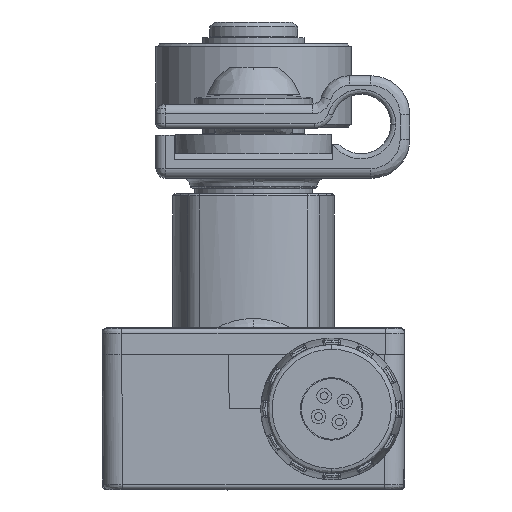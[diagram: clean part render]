
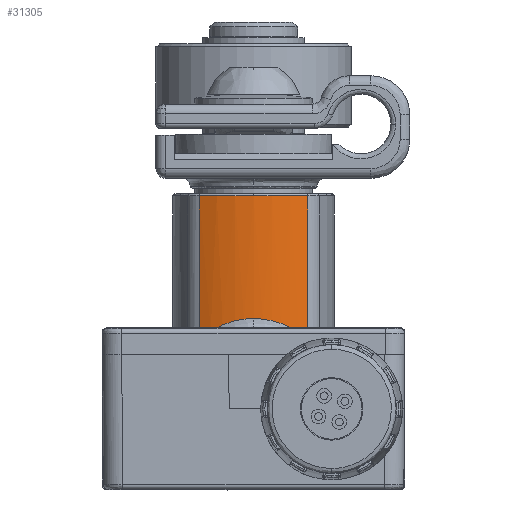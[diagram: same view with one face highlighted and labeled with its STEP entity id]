
A CAD part, front view. The second image highlights one B-rep face of the part: STEP entity #31305.
In plain terms, the highlighted cylindrical face has radius 13 mm (diameter 26 mm), a partial arc.
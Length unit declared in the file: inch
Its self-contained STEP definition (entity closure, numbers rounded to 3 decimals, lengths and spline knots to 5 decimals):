
#27 = DIRECTION ( 'NONE',  ( -1., 0., 0. ) ) ;
#306 = ORIENTED_EDGE ( 'NONE', *, *, #11656, .T. ) ;
#1119 = CARTESIAN_POINT ( 'NONE',  ( 0.31416, 0.6636, 0.15196 ) ) ;
#1319 = VERTEX_POINT ( 'NONE', #40166 ) ;
#1431 = CARTESIAN_POINT ( 'NONE',  ( 0.35826, 0.65377, 0.16851 ) ) ;
#1732 = DIRECTION ( 'NONE',  ( -1., 0., 0. ) ) ;
#2100 = CARTESIAN_POINT ( 'NONE',  ( 0.2149, 0.69843, -0.51378 ) ) ;
#2115 = VERTEX_POINT ( 'NONE', #60100 ) ;
#2316 = CIRCLE ( 'NONE', #34993, 0.51181 ) ;
#2439 = CARTESIAN_POINT ( 'NONE',  ( 0.53587, 0.66003, 0.15798 ) ) ;
#2443 = EDGE_CURVE ( 'NONE', #2115, #16001, #5559, .T. ) ;
#3038 = CARTESIAN_POINT ( 'NONE',  ( 0.54148, 0.66122, 0.15598 ) ) ;
#3352 = CARTESIAN_POINT ( 'NONE',  ( 0.63485, 0.69071, 0.10417 ) ) ;
#3957 = VERTEX_POINT ( 'NONE', #48787 ) ;
#5559 = B_SPLINE_CURVE_WITH_KNOTS ( 'NONE', 3,
 ( #24394, #43302, #57551, #15087, #34326, #33994, #15719, #52923, #10449, #10754, #29367, #48287, #43592, #1119, #29663, #48572, #43907, #1431, #39266, #53530 ),
 .UNSPECIFIED., .F., .F.,
 ( 4, 2, 1, 1, 2, 2, 2, 1, 1, 2, 2, 4 ),
 ( 0., 0.125, 0.1875, 0.21875, 0.23438, 0.25, 0.375, 0.4375, 0.46875, 0.48438, 0.5, 1. ),
 .UNSPECIFIED. ) ;
#6721 = CARTESIAN_POINT ( 'NONE',  ( 0.65124, 0.69844, 0.08927 ) ) ;
#6975 = B_SPLINE_CURVE_WITH_KNOTS ( 'NONE', 3,
 ( #12367, #21043, #30369, #31288, #54240, #35001, #25994, #2439, #17333, #3038, #44614, #30951, #49883, #11748, #22281, #50212, #49584, #40861, #7728, #44920, #3352, #30656 ),
 .UNSPECIFIED., .F., .F.,
 ( 4, 2, 2, 1, 1, 2, 2, 2, 1, 1, 2, 2, 4 ),
 ( 0., 0.25, 0.375, 0.4375, 0.46875, 0.48437, 0.5, 0.625, 0.6875, 0.71875, 0.73437, 0.75, 1. ),
 .UNSPECIFIED. ) ;
#7583 = CARTESIAN_POINT ( 'NONE',  ( 0.65124, 0.69844, 0.47595 ) ) ;
#7728 = CARTESIAN_POINT ( 'NONE',  ( 0.59744, 0.67672, 0.12929 ) ) ;
#8786 = CARTESIAN_POINT ( 'NONE',  ( 0.43307, 0.64961, 0.66929 ) ) ;
#10449 = CARTESIAN_POINT ( 'NONE',  ( 0.26644, 0.67749, 0.12791 ) ) ;
#10754 = CARTESIAN_POINT ( 'NONE',  ( 0.27634, 0.67411, 0.1339 ) ) ;
#11656 = EDGE_CURVE ( 'NONE', #1319, #58853, #42966, .T. ) ;
#11748 = CARTESIAN_POINT ( 'NONE',  ( 0.57625, 0.67002, 0.14099 ) ) ;
#12176 = DIRECTION ( 'NONE',  ( -1., 0., 0. ) ) ;
#12367 = CARTESIAN_POINT ( 'NONE',  ( 0.43307, 0.64961, 0.1752 ) ) ;
#13412 = FACE_OUTER_BOUND ( 'NONE', #31929, .T. ) ;
#15087 = CARTESIAN_POINT ( 'NONE',  ( 0.24474, 0.68549, 0.11355 ) ) ;
#15719 = CARTESIAN_POINT ( 'NONE',  ( 0.26288, 0.67873, 0.12572 ) ) ;
#16001 = VERTEX_POINT ( 'NONE', #52639 ) ;
#17333 = CARTESIAN_POINT ( 'NONE',  ( 0.53924, 0.66074, 0.15679 ) ) ;
#21043 = CARTESIAN_POINT ( 'NONE',  ( 0.45189, 0.64961, 0.1752 ) ) ;
#22281 = CARTESIAN_POINT ( 'NONE',  ( 0.58304, 0.67203, 0.1375 ) ) ;
#22616 = ORIENTED_EDGE ( 'NONE', *, *, #52944, .T. ) ;
#23311 = DIRECTION ( 'NONE',  ( 0., 0., -1. ) ) ;
#24394 = CARTESIAN_POINT ( 'NONE',  ( 0.2149, 0.69843, 0.08927 ) ) ;
#25389 = DIRECTION ( 'NONE',  ( 0., 0., -1. ) ) ;
#25994 = CARTESIAN_POINT ( 'NONE',  ( 0.52797, 0.65844, 0.16063 ) ) ;
#26127 = CARTESIAN_POINT ( 'NONE',  ( 0.43307, 1.16142, 0.66929 ) ) ;
#27075 = CARTESIAN_POINT ( 'NONE',  ( 0.65124, 0.69843, 0.66929 ) ) ;
#29367 = CARTESIAN_POINT ( 'NONE',  ( 0.28532, 0.6713, 0.13878 ) ) ;
#29663 = CARTESIAN_POINT ( 'NONE',  ( 0.31769, 0.66278, 0.15335 ) ) ;
#30228 = CARTESIAN_POINT ( 'NONE',  ( 0.65124, 0.69844, 0.08927 ) ) ;
#30369 = CARTESIAN_POINT ( 'NONE',  ( 0.4706, 0.65065, 0.17353 ) ) ;
#30656 = CARTESIAN_POINT ( 'NONE',  ( 0.65124, 0.69844, 0.08927 ) ) ;
#30877 = AXIS2_PLACEMENT_3D ( 'NONE', #56188, #23311, #27 ) ;
#30951 = CARTESIAN_POINT ( 'NONE',  ( 0.5532, 0.66381, 0.15161 ) ) ;
#31288 = CARTESIAN_POINT ( 'NONE',  ( 0.49831, 0.6537, 0.16851 ) ) ;
#31305 = ADVANCED_FACE ( 'NONE', ( #13412 ), #46294, .T. ) ;
#31929 = EDGE_LOOP ( 'NONE', ( #40523, #306, #46689, #22616, #35398, #35388 ) ) ;
#33994 = CARTESIAN_POINT ( 'NONE',  ( 0.25942, 0.67996, 0.12353 ) ) ;
#34326 = CARTESIAN_POINT ( 'NONE',  ( 0.25142, 0.68288, 0.11829 ) ) ;
#34993 = AXIS2_PLACEMENT_3D ( 'NONE', #40153, #39239, #1732 ) ;
#35001 = CARTESIAN_POINT ( 'NONE',  ( 0.52116, 0.65722, 0.16267 ) ) ;
#35360 = EDGE_CURVE ( 'NONE', #58853, #3957, #2316, .T. ) ;
#35388 = ORIENTED_EDGE ( 'NONE', *, *, #49377, .T. ) ;
#35398 = ORIENTED_EDGE ( 'NONE', *, *, #2443, .T. ) ;
#36083 = AXIS2_PLACEMENT_3D ( 'NONE', #26127, #36956, #12176 ) ;
#36956 = DIRECTION ( 'NONE',  ( 0., 0., -1. ) ) ;
#38058 = EDGE_CURVE ( 'NONE', #54485, #1319, #40792, .T. ) ;
#39239 = DIRECTION ( 'NONE',  ( 0., 0., -1. ) ) ;
#39266 = CARTESIAN_POINT ( 'NONE',  ( 0.39542, 0.64961, 0.1752 ) ) ;
#40153 = CARTESIAN_POINT ( 'NONE',  ( 0.43307, 1.16142, 0.66929 ) ) ;
#40166 = CARTESIAN_POINT ( 'NONE',  ( 0.65124, 0.69843, 0.66929 ) ) ;
#40523 = ORIENTED_EDGE ( 'NONE', *, *, #38058, .T. ) ;
#40792 = B_SPLINE_CURVE_WITH_KNOTS ( 'NONE', 3,
 ( #30228, #49161, #7583, #27075 ),
 .UNSPECIFIED., .F., .F.,
 ( 4, 4 ),
 ( 0., 1. ),
 .UNSPECIFIED. ) ;
#40861 = CARTESIAN_POINT ( 'NONE',  ( 0.5964, 0.67637, 0.1299 ) ) ;
#42966 = CIRCLE ( 'NONE', #36083, 0.51181 ) ;
#43302 = CARTESIAN_POINT ( 'NONE',  ( 0.22309, 0.69457, 0.09672 ) ) ;
#43592 = CARTESIAN_POINT ( 'NONE',  ( 0.30597, 0.6656, 0.14857 ) ) ;
#43907 = CARTESIAN_POINT ( 'NONE',  ( 0.3213, 0.66196, 0.15473 ) ) ;
#44614 = CARTESIAN_POINT ( 'NONE',  ( 0.54254, 0.66145, 0.15559 ) ) ;
#44920 = CARTESIAN_POINT ( 'NONE',  ( 0.6173, 0.68351, 0.11727 ) ) ;
#46294 = CYLINDRICAL_SURFACE ( 'NONE', #30877, 0.51181 ) ;
#46689 = ORIENTED_EDGE ( 'NONE', *, *, #35360, .T. ) ;
#48287 = CARTESIAN_POINT ( 'NONE',  ( 0.29904, 0.66744, 0.14542 ) ) ;
#48572 = CARTESIAN_POINT ( 'NONE',  ( 0.32005, 0.66224, 0.15426 ) ) ;
#48787 = CARTESIAN_POINT ( 'NONE',  ( 0.2149, 0.69843, 0.66929 ) ) ;
#49161 = CARTESIAN_POINT ( 'NONE',  ( 0.65124, 0.69844, 0.28261 ) ) ;
#49377 = EDGE_CURVE ( 'NONE', #16001, #54485, #6975, .T. ) ;
#49584 = CARTESIAN_POINT ( 'NONE',  ( 0.59419, 0.67563, 0.13121 ) ) ;
#49883 = CARTESIAN_POINT ( 'NONE',  ( 0.56252, 0.66616, 0.14763 ) ) ;
#50212 = CARTESIAN_POINT ( 'NONE',  ( 0.59086, 0.67453, 0.13314 ) ) ;
#52639 = CARTESIAN_POINT ( 'NONE',  ( 0.43307, 0.64961, 0.1752 ) ) ;
#52923 = CARTESIAN_POINT ( 'NONE',  ( 0.2652, 0.67792, 0.12716 ) ) ;
#52944 = EDGE_CURVE ( 'NONE', #3957, #2115, #58253, .T. ) ;
#53530 = CARTESIAN_POINT ( 'NONE',  ( 0.43307, 0.64961, 0.1752 ) ) ;
#54240 = CARTESIAN_POINT ( 'NONE',  ( 0.5075, 0.65496, 0.16643 ) ) ;
#54485 = VERTEX_POINT ( 'NONE', #6721 ) ;
#56188 = CARTESIAN_POINT ( 'NONE',  ( 0.43307, 1.16142, -0.51378 ) ) ;
#57240 = VECTOR ( 'NONE', #25389, 39.37008 ) ;
#57551 = CARTESIAN_POINT ( 'NONE',  ( 0.23158, 0.69084, 0.10372 ) ) ;
#58253 = LINE ( 'NONE', #2100, #57240 ) ;
#58853 = VERTEX_POINT ( 'NONE', #8786 ) ;
#60100 = CARTESIAN_POINT ( 'NONE',  ( 0.2149, 0.69843, 0.08927 ) ) ;
